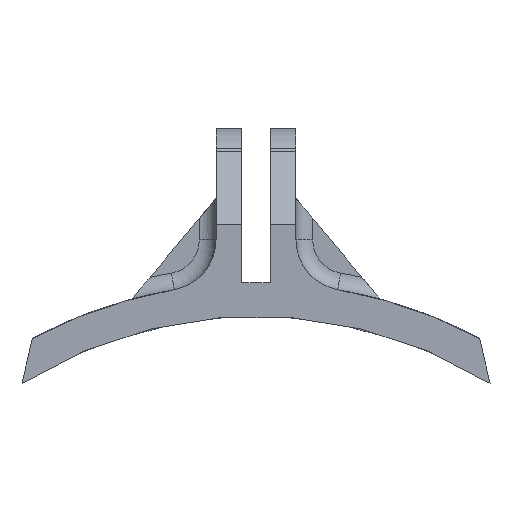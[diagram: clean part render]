
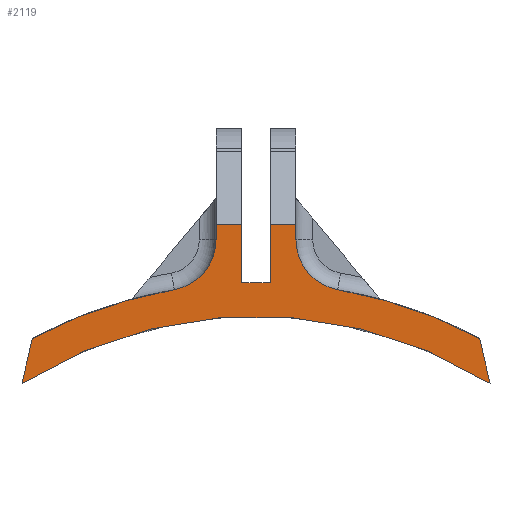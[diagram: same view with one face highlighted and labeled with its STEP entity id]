
A CAD part, front view. The second image highlights one B-rep face of the part: STEP entity #2119.
In plain terms, the highlighted planar face has unit normal (0, -1, 0).
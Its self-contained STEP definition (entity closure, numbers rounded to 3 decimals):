
#3 = ORIENTED_EDGE ( 'NONE', *, *, #3463, .T. ) ;
#12 = ORIENTED_EDGE ( 'NONE', *, *, #2546, .T. ) ;
#86 = CARTESIAN_POINT ( 'NONE',  ( -9.718, 0., 55.658 ) ) ;
#172 = VERTEX_POINT ( 'NONE', #6930 ) ;
#218 = CARTESIAN_POINT ( 'NONE',  ( 27.821, 0., 44.523 ) ) ;
#300 = VERTEX_POINT ( 'NONE', #1956 ) ;
#454 = VECTOR ( 'NONE', #7028, 1000. ) ;
#519 = DIRECTION ( 'NONE',  ( 0., 0., 1. ) ) ;
#585 = CARTESIAN_POINT ( 'NONE',  ( 26.59, 0., 49.852 ) ) ;
#597 = VERTEX_POINT ( 'NONE', #5246 ) ;
#668 = LINE ( 'NONE', #3662, #2162 ) ;
#680 = DIRECTION ( 'NONE',  ( 0., 0., -1. ) ) ;
#812 = VERTEX_POINT ( 'NONE', #2847 ) ;
#823 = AXIS2_PLACEMENT_3D ( 'NONE', #2042, #3826, #1358 ) ;
#1003 = CIRCLE ( 'NONE', #2671, 52.5 ) ;
#1018 = LINE ( 'NONE', #4129, #6161 ) ;
#1148 = DIRECTION ( 'NONE',  ( 0., 1., 0. ) ) ;
#1238 = DIRECTION ( 'NONE',  ( 0., 0., 1. ) ) ;
#1265 = CARTESIAN_POINT ( 'NONE',  ( -10.75, 0., 61.569 ) ) ;
#1358 = DIRECTION ( 'NONE',  ( 0., 0., -1. ) ) ;
#1370 = ORIENTED_EDGE ( 'NONE', *, *, #5465, .T. ) ;
#1432 = DIRECTION ( 'NONE',  ( 0., 1., 0. ) ) ;
#1436 = EDGE_CURVE ( 'NONE', #6092, #4642, #2500, .T. ) ;
#1556 = DIRECTION ( 'NONE',  ( 0., 0., -1. ) ) ;
#1603 = ORIENTED_EDGE ( 'NONE', *, *, #3324, .F. ) ;
#1617 = DIRECTION ( 'NONE',  ( -0.225, 0., -0.974 ) ) ;
#1633 = CARTESIAN_POINT ( 'NONE',  ( 27.821, 0., 44.523 ) ) ;
#1845 = VECTOR ( 'NONE', #7013, 1000. ) ;
#1902 = DIRECTION ( 'NONE',  ( 0., 0., 1. ) ) ;
#1956 = CARTESIAN_POINT ( 'NONE',  ( -1.75, 0., 63.355 ) ) ;
#2019 = VECTOR ( 'NONE', #3390, 1000. ) ;
#2029 = VERTEX_POINT ( 'NONE', #7955 ) ;
#2042 = CARTESIAN_POINT ( 'NONE',  ( 0., 0., 0. ) ) ;
#2073 = ORIENTED_EDGE ( 'NONE', *, *, #5323, .T. ) ;
#2119 = ADVANCED_FACE ( 'NONE', ( #6714 ), #3832, .F. ) ;
#2162 = VECTOR ( 'NONE', #6050, 1000. ) ;
#2365 = LINE ( 'NONE', #4832, #1845 ) ;
#2500 = CIRCLE ( 'NONE', #7008, 6. ) ;
#2546 = EDGE_CURVE ( 'NONE', #597, #3061, #5707, .T. ) ;
#2595 = CARTESIAN_POINT ( 'NONE',  ( 4.75, 0., 61.569 ) ) ;
#2652 = CARTESIAN_POINT ( 'NONE',  ( 4.75, 0., 63.355 ) ) ;
#2665 = LINE ( 'NONE', #218, #454 ) ;
#2671 = AXIS2_PLACEMENT_3D ( 'NONE', #6959, #1432, #2763 ) ;
#2733 = ORIENTED_EDGE ( 'NONE', *, *, #4789, .F. ) ;
#2757 = VECTOR ( 'NONE', #519, 1000. ) ;
#2763 = DIRECTION ( 'NONE',  ( 0., 0., 1. ) ) ;
#2847 = CARTESIAN_POINT ( 'NONE',  ( -26.59, 0., 49.852 ) ) ;
#2908 = VERTEX_POINT ( 'NONE', #6007 ) ;
#2926 = CARTESIAN_POINT ( 'NONE',  ( -4.75, 0., 61.569 ) ) ;
#2950 = AXIS2_PLACEMENT_3D ( 'NONE', #3677, #6133, #3070 ) ;
#3061 = VERTEX_POINT ( 'NONE', #2595 ) ;
#3062 = AXIS2_PLACEMENT_3D ( 'NONE', #6914, #7555, #4588 ) ;
#3070 = DIRECTION ( 'NONE',  ( 0., 0., -1. ) ) ;
#3176 = DIRECTION ( 'NONE',  ( 0., 1., 0. ) ) ;
#3261 = EDGE_LOOP ( 'NONE', ( #1603, #7485, #5531, #3, #4713, #6089, #2733, #4385, #2073, #5970, #6504, #1370, #5631, #12 ) ) ;
#3273 = CIRCLE ( 'NONE', #823, 56.5 ) ;
#3308 = CARTESIAN_POINT ( 'NONE',  ( -1.75, 0., 56.473 ) ) ;
#3324 = EDGE_CURVE ( 'NONE', #5229, #3061, #7172, .T. ) ;
#3353 = LINE ( 'NONE', #7785, #2019 ) ;
#3390 = DIRECTION ( 'NONE',  ( 0., 0., -1. ) ) ;
#3463 = EDGE_CURVE ( 'NONE', #2908, #5252, #5771, .T. ) ;
#3577 = EDGE_CURVE ( 'NONE', #300, #5252, #3353, .T. ) ;
#3587 = CIRCLE ( 'NONE', #3062, 56.5 ) ;
#3662 = CARTESIAN_POINT ( 'NONE',  ( 0., 0., 63.355 ) ) ;
#3677 = CARTESIAN_POINT ( 'NONE',  ( 0., 0., 0. ) ) ;
#3748 = CARTESIAN_POINT ( 'NONE',  ( 1.75, 0., 71.8 ) ) ;
#3778 = EDGE_CURVE ( 'NONE', #6960, #597, #3587, .T. ) ;
#3799 = EDGE_CURVE ( 'NONE', #2029, #3988, #1003, .T. ) ;
#3820 = CARTESIAN_POINT ( 'NONE',  ( 10.75, 0., 61.569 ) ) ;
#3826 = DIRECTION ( 'NONE',  ( 0., -1., 0. ) ) ;
#3832 = PLANE ( 'NONE',  #6390 ) ;
#3988 = VERTEX_POINT ( 'NONE', #1633 ) ;
#4129 = CARTESIAN_POINT ( 'NONE',  ( -26.59, 0., 49.852 ) ) ;
#4385 = ORIENTED_EDGE ( 'NONE', *, *, #1436, .T. ) ;
#4588 = DIRECTION ( 'NONE',  ( 0., 0., -1. ) ) ;
#4642 = VERTEX_POINT ( 'NONE', #86 ) ;
#4713 = ORIENTED_EDGE ( 'NONE', *, *, #3577, .F. ) ;
#4789 = EDGE_CURVE ( 'NONE', #6092, #172, #6001, .T. ) ;
#4796 = CARTESIAN_POINT ( 'NONE',  ( 1.75, 0., 63.355 ) ) ;
#4832 = CARTESIAN_POINT ( 'NONE',  ( 0., 0., 63.355 ) ) ;
#4907 = DIRECTION ( 'NONE',  ( 0., 1., 0. ) ) ;
#4929 = EDGE_CURVE ( 'NONE', #300, #172, #2365, .T. ) ;
#5229 = VERTEX_POINT ( 'NONE', #2652 ) ;
#5246 = CARTESIAN_POINT ( 'NONE',  ( 9.718, 0., 55.658 ) ) ;
#5252 = VERTEX_POINT ( 'NONE', #3308 ) ;
#5266 = VECTOR ( 'NONE', #680, 1000. ) ;
#5323 = EDGE_CURVE ( 'NONE', #4642, #812, #3273, .T. ) ;
#5465 = EDGE_CURVE ( 'NONE', #3988, #6960, #2665, .T. ) ;
#5466 = DIRECTION ( 'NONE',  ( 0., 0., 1. ) ) ;
#5531 = ORIENTED_EDGE ( 'NONE', *, *, #7333, .T. ) ;
#5631 = ORIENTED_EDGE ( 'NONE', *, *, #3778, .T. ) ;
#5661 = EDGE_CURVE ( 'NONE', #812, #2029, #1018, .T. ) ;
#5707 = CIRCLE ( 'NONE', #5839, 6. ) ;
#5771 = CIRCLE ( 'NONE', #2950, 56.5 ) ;
#5839 = AXIS2_PLACEMENT_3D ( 'NONE', #3820, #3176, #1238 ) ;
#5970 = ORIENTED_EDGE ( 'NONE', *, *, #5661, .T. ) ;
#6001 = LINE ( 'NONE', #6074, #2757 ) ;
#6007 = CARTESIAN_POINT ( 'NONE',  ( 1.75, 0., 56.473 ) ) ;
#6050 = DIRECTION ( 'NONE',  ( -1., 0., 0. ) ) ;
#6074 = CARTESIAN_POINT ( 'NONE',  ( -4.75, 0., 56.3 ) ) ;
#6089 = ORIENTED_EDGE ( 'NONE', *, *, #4929, .T. ) ;
#6092 = VERTEX_POINT ( 'NONE', #2926 ) ;
#6133 = DIRECTION ( 'NONE',  ( 0., -1., 0. ) ) ;
#6161 = VECTOR ( 'NONE', #1617, 1000. ) ;
#6390 = AXIS2_PLACEMENT_3D ( 'NONE', #6679, #1148, #5466 ) ;
#6504 = ORIENTED_EDGE ( 'NONE', *, *, #3799, .T. ) ;
#6679 = CARTESIAN_POINT ( 'NONE',  ( 0., 0., 0. ) ) ;
#6714 = FACE_OUTER_BOUND ( 'NONE', #3261, .T. ) ;
#6914 = CARTESIAN_POINT ( 'NONE',  ( 0., 0., 0. ) ) ;
#6930 = CARTESIAN_POINT ( 'NONE',  ( -4.75, 0., 63.355 ) ) ;
#6959 = CARTESIAN_POINT ( 'NONE',  ( 0., 0., 0. ) ) ;
#6960 = VERTEX_POINT ( 'NONE', #585 ) ;
#7008 = AXIS2_PLACEMENT_3D ( 'NONE', #1265, #4907, #1902 ) ;
#7013 = DIRECTION ( 'NONE',  ( -1., 0., 0. ) ) ;
#7014 = VERTEX_POINT ( 'NONE', #4796 ) ;
#7028 = DIRECTION ( 'NONE',  ( -0.225, 0., 0.974 ) ) ;
#7172 = LINE ( 'NONE', #7254, #7314 ) ;
#7254 = CARTESIAN_POINT ( 'NONE',  ( 4.75, 0., 71.8 ) ) ;
#7314 = VECTOR ( 'NONE', #1556, 1000. ) ;
#7333 = EDGE_CURVE ( 'NONE', #7014, #2908, #7414, .T. ) ;
#7414 = LINE ( 'NONE', #3748, #5266 ) ;
#7485 = ORIENTED_EDGE ( 'NONE', *, *, #7851, .T. ) ;
#7555 = DIRECTION ( 'NONE',  ( 0., -1., 0. ) ) ;
#7785 = CARTESIAN_POINT ( 'NONE',  ( -1.75, 0., 71.8 ) ) ;
#7851 = EDGE_CURVE ( 'NONE', #5229, #7014, #668, .T. ) ;
#7955 = CARTESIAN_POINT ( 'NONE',  ( -27.821, 0., 44.523 ) ) ;
